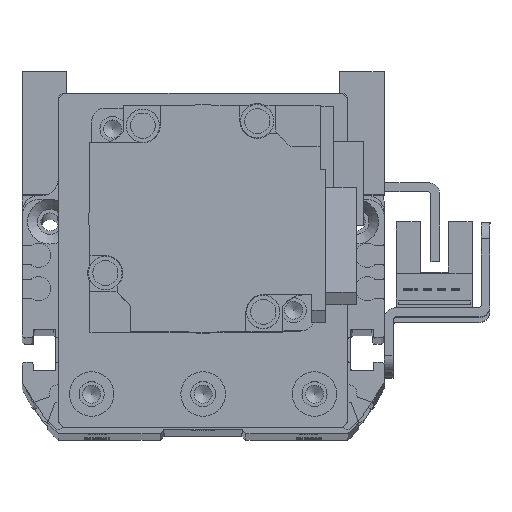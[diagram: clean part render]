
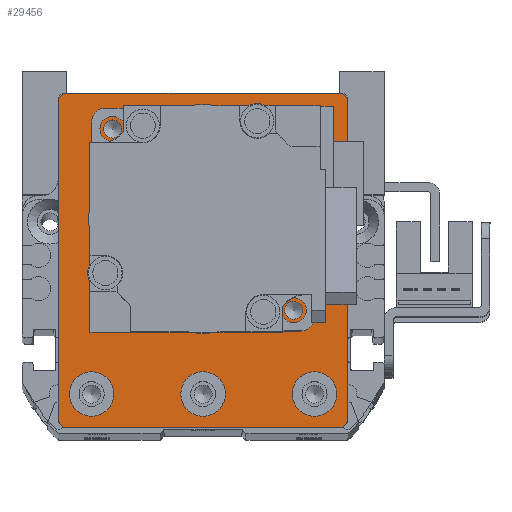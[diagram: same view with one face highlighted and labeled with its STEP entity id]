
A CAD part, top view. The second image highlights one B-rep face of the part: STEP entity #29456.
In plain terms, the highlighted planar face has unit normal (0, 0, 1).
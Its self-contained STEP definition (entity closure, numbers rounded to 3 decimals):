
#1368=FACE_BOUND('',#6417,.T.);
#1369=FACE_BOUND('',#6418,.T.);
#1370=FACE_BOUND('',#6419,.T.);
#1371=FACE_BOUND('',#6420,.T.);
#1372=FACE_BOUND('',#6421,.T.);
#1373=FACE_BOUND('',#6422,.T.);
#1374=FACE_BOUND('',#6423,.T.);
#1375=FACE_BOUND('',#6424,.T.);
#2104=PLANE('',#33072);
#4341=FACE_OUTER_BOUND('',#6416,.T.);
#6416=EDGE_LOOP('',(#27618,#27619,#27620,#27621,#27622,#27623,#27624,#27625));
#6417=EDGE_LOOP('',(#27626));
#6418=EDGE_LOOP('',(#27627));
#6419=EDGE_LOOP('',(#27628));
#6420=EDGE_LOOP('',(#27629));
#6421=EDGE_LOOP('',(#27630));
#6422=EDGE_LOOP('',(#27631));
#6423=EDGE_LOOP('',(#27632));
#6424=EDGE_LOOP('',(#27633));
#8652=LINE('',#52434,#10923);
#8658=LINE('',#52445,#10929);
#8665=LINE('',#52472,#10936);
#8668=LINE('',#52477,#10939);
#8669=LINE('',#52480,#10940);
#8672=LINE('',#52485,#10943);
#8673=LINE('',#52488,#10944);
#8695=LINE('',#52585,#10966);
#10923=VECTOR('',#41793,10.);
#10929=VECTOR('',#41801,10.);
#10936=VECTOR('',#41824,10.);
#10939=VECTOR('',#41829,10.);
#10940=VECTOR('',#41832,10.);
#10943=VECTOR('',#41837,10.);
#10944=VECTOR('',#41840,10.);
#10966=VECTOR('',#41956,10.);
#12583=CIRCLE('',#33035,4.);
#12586=CIRCLE('',#33041,4.);
#12589=CIRCLE('',#33047,4.);
#12591=CIRCLE('',#33052,1.621);
#12593=CIRCLE('',#33056,1.621);
#12595=CIRCLE('',#33060,1.621);
#12597=CIRCLE('',#33064,1.621);
#12600=CIRCLE('',#33070,15.);
#15251=VERTEX_POINT('',#52432);
#15252=VERTEX_POINT('',#52433);
#15256=VERTEX_POINT('',#52443);
#15268=VERTEX_POINT('',#52471);
#15269=VERTEX_POINT('',#52475);
#15270=VERTEX_POINT('',#52479);
#15271=VERTEX_POINT('',#52483);
#15272=VERTEX_POINT('',#52487);
#15279=VERTEX_POINT('',#52510);
#15282=VERTEX_POINT('',#52521);
#15285=VERTEX_POINT('',#52532);
#15288=VERTEX_POINT('',#52543);
#15291=VERTEX_POINT('',#52552);
#15294=VERTEX_POINT('',#52561);
#15297=VERTEX_POINT('',#52570);
#15300=VERTEX_POINT('',#52581);
#19340=EDGE_CURVE('',#15251,#15252,#8652,.T.);
#19346=EDGE_CURVE('',#15251,#15256,#8658,.T.);
#19359=EDGE_CURVE('',#15268,#15256,#8665,.T.);
#19362=EDGE_CURVE('',#15268,#15269,#8668,.T.);
#19363=EDGE_CURVE('',#15270,#15269,#8669,.T.);
#19366=EDGE_CURVE('',#15270,#15271,#8672,.T.);
#19367=EDGE_CURVE('',#15272,#15271,#8673,.T.);
#19377=EDGE_CURVE('',#15279,#15279,#12583,.T.);
#19382=EDGE_CURVE('',#15282,#15282,#12586,.T.);
#19387=EDGE_CURVE('',#15285,#15285,#12589,.T.);
#19392=EDGE_CURVE('',#15288,#15288,#12591,.T.);
#19396=EDGE_CURVE('',#15291,#15291,#12593,.T.);
#19400=EDGE_CURVE('',#15294,#15294,#12595,.T.);
#19404=EDGE_CURVE('',#15297,#15297,#12597,.T.);
#19410=EDGE_CURVE('',#15300,#15300,#12600,.T.);
#19411=EDGE_CURVE('',#15272,#15252,#8695,.T.);
#27618=ORIENTED_EDGE('',*,*,#19340,.F.);
#27619=ORIENTED_EDGE('',*,*,#19346,.T.);
#27620=ORIENTED_EDGE('',*,*,#19359,.F.);
#27621=ORIENTED_EDGE('',*,*,#19362,.T.);
#27622=ORIENTED_EDGE('',*,*,#19363,.F.);
#27623=ORIENTED_EDGE('',*,*,#19366,.T.);
#27624=ORIENTED_EDGE('',*,*,#19367,.F.);
#27625=ORIENTED_EDGE('',*,*,#19411,.T.);
#27626=ORIENTED_EDGE('',*,*,#19377,.T.);
#27627=ORIENTED_EDGE('',*,*,#19382,.T.);
#27628=ORIENTED_EDGE('',*,*,#19387,.T.);
#27629=ORIENTED_EDGE('',*,*,#19392,.T.);
#27630=ORIENTED_EDGE('',*,*,#19396,.T.);
#27631=ORIENTED_EDGE('',*,*,#19400,.T.);
#27632=ORIENTED_EDGE('',*,*,#19404,.T.);
#27633=ORIENTED_EDGE('',*,*,#19410,.T.);
#29456=ADVANCED_FACE('',(#4341,#1368,#1369,#1370,#1371,#1372,#1373,#1374,
#1375),#2104,.T.);
#33035=AXIS2_PLACEMENT_3D('',#52511,#41866,#41867);
#33041=AXIS2_PLACEMENT_3D('',#52522,#41880,#41881);
#33047=AXIS2_PLACEMENT_3D('',#52533,#41894,#41895);
#33052=AXIS2_PLACEMENT_3D('',#52544,#41907,#41908);
#33056=AXIS2_PLACEMENT_3D('',#52553,#41917,#41918);
#33060=AXIS2_PLACEMENT_3D('',#52562,#41927,#41928);
#33064=AXIS2_PLACEMENT_3D('',#52571,#41937,#41938);
#33070=AXIS2_PLACEMENT_3D('',#52583,#41952,#41953);
#33072=AXIS2_PLACEMENT_3D('',#52586,#41957,#41958);
#41793=DIRECTION('',(0.707,0.707,0.));
#41801=DIRECTION('',(0.,-1.,0.));
#41824=DIRECTION('',(-0.707,0.707,0.));
#41829=DIRECTION('',(1.,0.,0.));
#41832=DIRECTION('',(-0.707,-0.707,0.));
#41837=DIRECTION('',(0.,1.,0.));
#41840=DIRECTION('',(0.707,-0.707,0.));
#41866=DIRECTION('center_axis',(0.,0.,-1.));
#41867=DIRECTION('ref_axis',(1.,0.,0.));
#41880=DIRECTION('center_axis',(0.,0.,-1.));
#41881=DIRECTION('ref_axis',(1.,0.,0.));
#41894=DIRECTION('center_axis',(0.,0.,-1.));
#41895=DIRECTION('ref_axis',(1.,0.,0.));
#41907=DIRECTION('center_axis',(0.,0.,-1.));
#41908=DIRECTION('ref_axis',(1.,0.,0.));
#41917=DIRECTION('center_axis',(0.,0.,-1.));
#41918=DIRECTION('ref_axis',(1.,0.,0.));
#41927=DIRECTION('center_axis',(0.,0.,-1.));
#41928=DIRECTION('ref_axis',(1.,0.,0.));
#41937=DIRECTION('center_axis',(0.,0.,-1.));
#41938=DIRECTION('ref_axis',(1.,0.,0.));
#41952=DIRECTION('center_axis',(0.,0.,-1.));
#41953=DIRECTION('ref_axis',(-1.,0.,0.));
#41956=DIRECTION('',(-1.,0.,0.));
#41957=DIRECTION('center_axis',(0.,0.,1.));
#41958=DIRECTION('ref_axis',(1.,0.,0.));
#52432=CARTESIAN_POINT('',(-26.,29.,12.5));
#52433=CARTESIAN_POINT('',(-25.,30.,12.5));
#52434=CARTESIAN_POINT('',(-26.5,28.5,12.5));
#52443=CARTESIAN_POINT('',(-26.,-29.,12.5));
#52445=CARTESIAN_POINT('',(-26.,30.,12.5));
#52471=CARTESIAN_POINT('',(-25.,-30.,12.5));
#52472=CARTESIAN_POINT('',(-26.5,-28.5,12.5));
#52475=CARTESIAN_POINT('',(25.,-30.,12.5));
#52477=CARTESIAN_POINT('',(-26.,-30.,12.5));
#52479=CARTESIAN_POINT('',(26.,-29.,12.5));
#52480=CARTESIAN_POINT('',(26.5,-28.5,12.5));
#52483=CARTESIAN_POINT('',(26.,29.,12.5));
#52485=CARTESIAN_POINT('',(26.,-30.,12.5));
#52487=CARTESIAN_POINT('',(25.,30.,12.5));
#52488=CARTESIAN_POINT('',(26.5,28.5,12.5));
#52510=CARTESIAN_POINT('',(16.,-24.,12.5));
#52511=CARTESIAN_POINT('Origin',(20.,-24.,12.5));
#52521=CARTESIAN_POINT('',(-24.,-24.,12.5));
#52522=CARTESIAN_POINT('Origin',(-20.,-24.,12.5));
#52532=CARTESIAN_POINT('',(-4.,-24.,12.5));
#52533=CARTESIAN_POINT('Origin',(0.,-24.,12.5));
#52543=CARTESIAN_POINT('',(14.642,-8.963,12.5));
#52544=CARTESIAN_POINT('Origin',(16.263,-8.963,12.5));
#52552=CARTESIAN_POINT('',(-17.884,23.563,12.5));
#52553=CARTESIAN_POINT('Origin',(-16.263,23.563,12.5));
#52561=CARTESIAN_POINT('',(14.642,23.563,12.5));
#52562=CARTESIAN_POINT('Origin',(16.263,23.563,12.5));
#52570=CARTESIAN_POINT('',(-17.884,-8.963,12.5));
#52571=CARTESIAN_POINT('Origin',(-16.263,-8.963,12.5));
#52581=CARTESIAN_POINT('',(15.,7.3,12.5));
#52583=CARTESIAN_POINT('Origin',(0.,7.3,12.5));
#52585=CARTESIAN_POINT('',(26.,30.,12.5));
#52586=CARTESIAN_POINT('Origin',(0.,0.,12.5));
